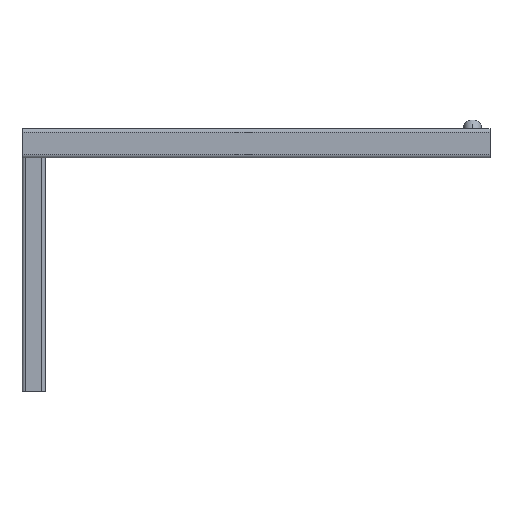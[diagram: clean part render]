
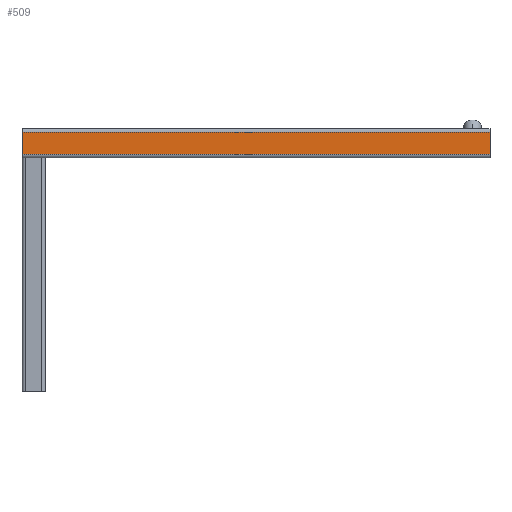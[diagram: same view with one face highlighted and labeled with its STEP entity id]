
A CAD part, front view. The second image highlights one B-rep face of the part: STEP entity #509.
In plain terms, the highlighted planar face has unit normal (0, -1, 0).
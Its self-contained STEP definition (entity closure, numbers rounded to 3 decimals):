
#1 = CARTESIAN_POINT ( 'NONE',  ( 390., -12.5, 203. ) ) ;
#48 = DIRECTION ( 'NONE',  ( -1., 0., 0. ) ) ;
#87 = EDGE_LOOP ( 'NONE', ( #1539, #1549, #1263, #346 ) ) ;
#107 = FACE_OUTER_BOUND ( 'NONE', #87, .T. ) ;
#150 = EDGE_CURVE ( 'NONE', #636, #1041, #751, .T. ) ;
#156 = VERTEX_POINT ( 'NONE', #1530 ) ;
#193 = CARTESIAN_POINT ( 'NONE',  ( 390., -12.5, 222. ) ) ;
#229 = CARTESIAN_POINT ( 'NONE',  ( 390., -12.5, 222. ) ) ;
#298 = LINE ( 'NONE', #193, #1447 ) ;
#346 = ORIENTED_EDGE ( 'NONE', *, *, #683, .T. ) ;
#381 = CARTESIAN_POINT ( 'NONE',  ( -10., -12.5, 222. ) ) ;
#456 = AXIS2_PLACEMENT_3D ( 'NONE', #229, #1092, #472 ) ;
#465 = CARTESIAN_POINT ( 'NONE',  ( 390., -12.5, 222. ) ) ;
#472 = DIRECTION ( 'NONE',  ( 0., 0., -1. ) ) ;
#479 = VERTEX_POINT ( 'NONE', #465 ) ;
#495 = DIRECTION ( 'NONE',  ( -1., 0., 0. ) ) ;
#509 = ADVANCED_FACE ( 'NONE', ( #107 ), #712, .T. ) ;
#520 = CARTESIAN_POINT ( 'NONE',  ( -10., -12.5, 203. ) ) ;
#636 = VERTEX_POINT ( 'NONE', #520 ) ;
#648 = LINE ( 'NONE', #1303, #1448 ) ;
#683 = EDGE_CURVE ( 'NONE', #479, #1041, #298, .T. ) ;
#712 = PLANE ( 'NONE',  #456 ) ;
#740 = VECTOR ( 'NONE', #495, 1000. ) ;
#751 = LINE ( 'NONE', #1136, #1496 ) ;
#1041 = VERTEX_POINT ( 'NONE', #381 ) ;
#1055 = DIRECTION ( 'NONE',  ( 0., 0., 1. ) ) ;
#1092 = DIRECTION ( 'NONE',  ( 0., -1., 0. ) ) ;
#1136 = CARTESIAN_POINT ( 'NONE',  ( -10., -12.5, 222. ) ) ;
#1138 = EDGE_CURVE ( 'NONE', #156, #479, #648, .T. ) ;
#1263 = ORIENTED_EDGE ( 'NONE', *, *, #1138, .T. ) ;
#1303 = CARTESIAN_POINT ( 'NONE',  ( 390., -12.5, 222. ) ) ;
#1399 = EDGE_CURVE ( 'NONE', #156, #636, #1488, .T. ) ;
#1447 = VECTOR ( 'NONE', #48, 1000. ) ;
#1448 = VECTOR ( 'NONE', #1055, 1000. ) ;
#1488 = LINE ( 'NONE', #1, #740 ) ;
#1496 = VECTOR ( 'NONE', #1508, 1000. ) ;
#1508 = DIRECTION ( 'NONE',  ( 0., 0., 1. ) ) ;
#1530 = CARTESIAN_POINT ( 'NONE',  ( 390., -12.5, 203. ) ) ;
#1539 = ORIENTED_EDGE ( 'NONE', *, *, #150, .F. ) ;
#1549 = ORIENTED_EDGE ( 'NONE', *, *, #1399, .F. ) ;
